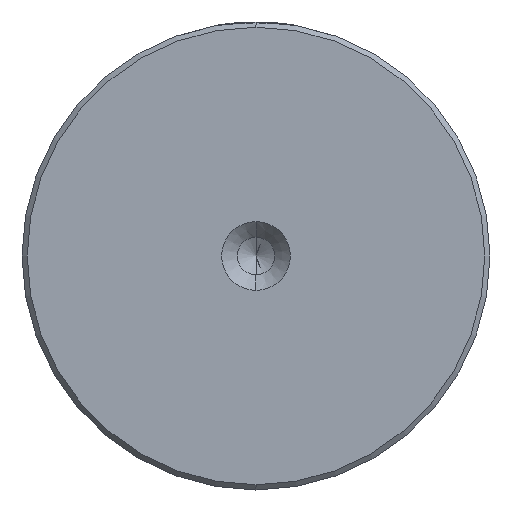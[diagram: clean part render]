
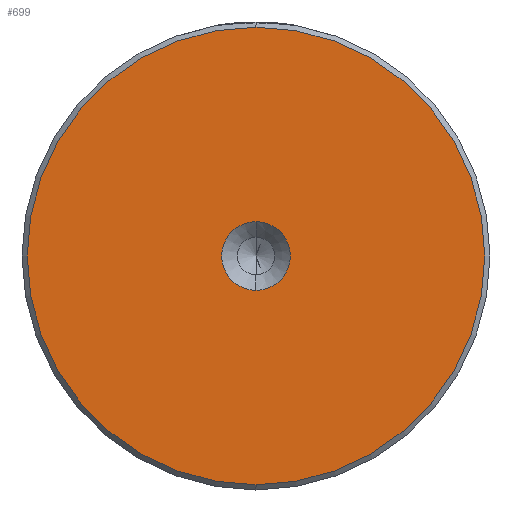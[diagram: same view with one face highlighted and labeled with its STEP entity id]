
A CAD part, left-side view. The second image highlights one B-rep face of the part: STEP entity #699.
In plain terms, the highlighted planar face has unit normal (-1, 0, 0).
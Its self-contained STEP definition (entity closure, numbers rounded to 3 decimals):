
#57 = EDGE_LOOP ( 'NONE', ( #1769, #1828 ) ) ;
#77 = PLANE ( 'NONE',  #1234 ) ;
#98 = ORIENTED_EDGE ( 'NONE', *, *, #1413, .F. ) ;
#198 = DIRECTION ( 'NONE',  ( -1., 0., 0. ) ) ;
#235 = CARTESIAN_POINT ( 'NONE',  ( 0., 0., 0. ) ) ;
#343 = VERTEX_POINT ( 'NONE', #1910 ) ;
#386 = EDGE_CURVE ( 'NONE', #343, #899, #2113, .T. ) ;
#435 = DIRECTION ( 'NONE',  ( 0., 0., 1. ) ) ;
#470 = VERTEX_POINT ( 'NONE', #1609 ) ;
#530 = CIRCLE ( 'NONE', #562, 3.3 ) ;
#562 = AXIS2_PLACEMENT_3D ( 'NONE', #2040, #911, #2238 ) ;
#699 = ADVANCED_FACE ( 'NONE', ( #2139, #1678 ), #77, .T. ) ;
#761 = CARTESIAN_POINT ( 'NONE',  ( 0., 0., -3.3 ) ) ;
#899 = VERTEX_POINT ( 'NONE', #1138 ) ;
#911 = DIRECTION ( 'NONE',  ( -1., 0., 0. ) ) ;
#1138 = CARTESIAN_POINT ( 'NONE',  ( 0., 0., 22. ) ) ;
#1142 = DIRECTION ( 'NONE',  ( 0., 0., 1. ) ) ;
#1234 = AXIS2_PLACEMENT_3D ( 'NONE', #1702, #1522, #1142 ) ;
#1358 = CARTESIAN_POINT ( 'NONE',  ( 0., 0., 0. ) ) ;
#1413 = EDGE_CURVE ( 'NONE', #470, #1863, #2348, .T. ) ;
#1429 = ORIENTED_EDGE ( 'NONE', *, *, #2000, .F. ) ;
#1522 = DIRECTION ( 'NONE',  ( -1., 0., 0. ) ) ;
#1545 = DIRECTION ( 'NONE',  ( 0., 0., 1. ) ) ;
#1574 = DIRECTION ( 'NONE',  ( -1., 0., 0. ) ) ;
#1609 = CARTESIAN_POINT ( 'NONE',  ( 0., 0., 3.3 ) ) ;
#1678 = FACE_BOUND ( 'NONE', #2328, .T. ) ;
#1702 = CARTESIAN_POINT ( 'NONE',  ( 0., 0., 0. ) ) ;
#1733 = AXIS2_PLACEMENT_3D ( 'NONE', #1806, #1992, #1768 ) ;
#1768 = DIRECTION ( 'NONE',  ( 0., 0., 1. ) ) ;
#1769 = ORIENTED_EDGE ( 'NONE', *, *, #386, .T. ) ;
#1806 = CARTESIAN_POINT ( 'NONE',  ( 0., 0., 0. ) ) ;
#1828 = ORIENTED_EDGE ( 'NONE', *, *, #2357, .T. ) ;
#1863 = VERTEX_POINT ( 'NONE', #761 ) ;
#1889 = AXIS2_PLACEMENT_3D ( 'NONE', #235, #1574, #435 ) ;
#1910 = CARTESIAN_POINT ( 'NONE',  ( 0., 0., -22. ) ) ;
#1992 = DIRECTION ( 'NONE',  ( -1., 0., 0. ) ) ;
#2000 = EDGE_CURVE ( 'NONE', #1863, #470, #530, .T. ) ;
#2040 = CARTESIAN_POINT ( 'NONE',  ( 0., 0., 0. ) ) ;
#2113 = CIRCLE ( 'NONE', #1733, 22. ) ;
#2139 = FACE_OUTER_BOUND ( 'NONE', #57, .T. ) ;
#2211 = AXIS2_PLACEMENT_3D ( 'NONE', #1358, #198, #1545 ) ;
#2238 = DIRECTION ( 'NONE',  ( 0., 0., 1. ) ) ;
#2328 = EDGE_LOOP ( 'NONE', ( #98, #1429 ) ) ;
#2348 = CIRCLE ( 'NONE', #1889, 3.3 ) ;
#2357 = EDGE_CURVE ( 'NONE', #899, #343, #2440, .T. ) ;
#2440 = CIRCLE ( 'NONE', #2211, 22. ) ;
